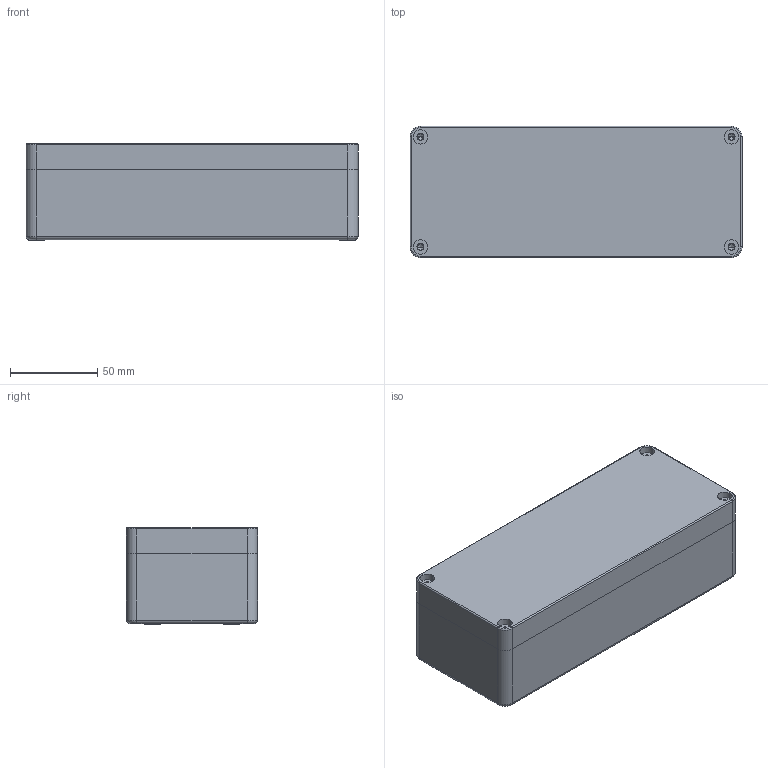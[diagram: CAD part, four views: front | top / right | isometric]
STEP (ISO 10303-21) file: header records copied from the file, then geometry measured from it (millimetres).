
FILE_DESCRIPTION((''),'2;1');
FILE_NAME('MGRP081906_ASM','2018-06-07T',('kjell_andersson'),(''),'CREO PARAMETRIC BY PTC INC, 2015290','CREO PARAMETRIC BY PTC INC, 2015290','');
FILE_SCHEMA(('AUTOMOTIVE_DESIGN { 1 0 10303 214 1 1 1 1 }'));
Length unit declared in the file: millimetre
Products named in the file (3): MGRP081904B; MGRP081901L; MGRP081906_ASM
Assembly tree (2 placements, depth 2):
  MGRP081906_ASM
    MGRP081904B
    MGRP081901L
Bounding box: 190 x 75 x 55.5 mm (x, y, z)
Volume: 242569.9 mm3; surface area: 116381.1 mm2
Topology: 2 solids, 2 shells, 244 faces, 632 edges, 398 vertices
Faces by surface type: cylinder 136, plane 76, torus 20, cone 12
Entity records: 11821 total; most frequent: DIRECTION 1426, CARTESIAN_POINT 1274, ORIENTED_EDGE 1240, PRESENTATION_STYLE_ASSIGNMENT 622, STYLED_ITEM 622, CURVE_STYLE 620, EDGE_CURVE 620, AXIS2_PLACEMENT_3D 557
